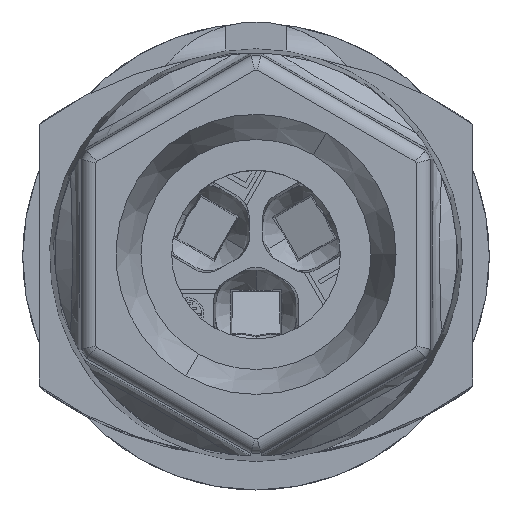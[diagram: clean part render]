
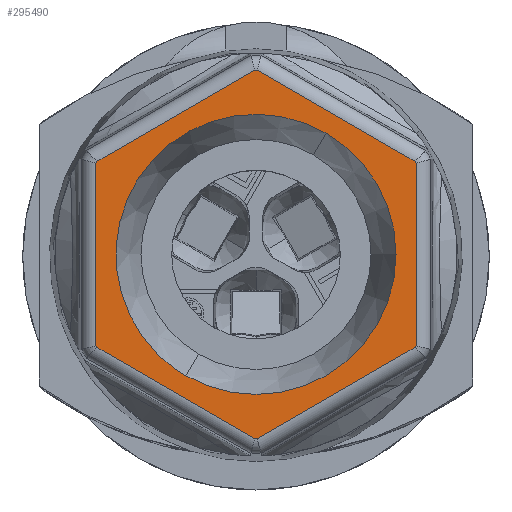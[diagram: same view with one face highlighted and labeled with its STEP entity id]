
A CAD part, top view. The second image highlights one B-rep face of the part: STEP entity #295490.
In plain terms, the highlighted face is planar.
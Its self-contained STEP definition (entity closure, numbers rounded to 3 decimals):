
#285860=CARTESIAN_POINT('',(-67.072,-28.192,
-160.065));
#285870=VERTEX_POINT('',#285860);
#285900=CARTESIAN_POINT('',(-67.072,-28.255,
-148.816));
#285910=DIRECTION('',(1.,0.,0.));
#285920=DIRECTION('',(0.,0.5,
-0.866));
#285930=AXIS2_PLACEMENT_3D('',#285900,#285910,#285920);
#285940=CIRCLE('',#285930,11.25);
#285950=CARTESIAN_POINT('',(-67.072,-28.318,
-160.065));
#285960=VERTEX_POINT('',#285950);
#285970=EDGE_CURVE('',#285960,#285870,#285940,.T.);
#287340=CARTESIAN_POINT('',(-67.072,-37.965,
-154.495));
#287350=VERTEX_POINT('',#287340);
#287450=CARTESIAN_POINT('',(-67.072,-38.029,
-154.459));
#287460=DIRECTION('',(0.,-0.866,
0.5));
#287470=VECTOR('',#287460,1.);
#287480=LINE('',#287450,#287470);
#287490=EDGE_CURVE('',#285960,#287350,#287480,.T.);
#288170=CARTESIAN_POINT('',(-67.072,-38.029,
-154.386));
#288180=VERTEX_POINT('',#288170);
#288290=CARTESIAN_POINT('',(-67.072,-28.255,
-148.816));
#288300=DIRECTION('',(1.,0.,0.));
#288310=DIRECTION('',(0.,0.5,
-0.866));
#288320=AXIS2_PLACEMENT_3D('',#288290,#288300,#288310);
#288330=CIRCLE('',#288320,11.25);
#288340=EDGE_CURVE('',#288180,#287350,#288330,.T.);
#288470=CARTESIAN_POINT('',(-67.072,-38.029,
-154.459));
#288480=DIRECTION('',(0.,0.,1.));
#288490=VECTOR('',#288480,1.);
#288500=LINE('',#288470,#288490);
#288510=CARTESIAN_POINT('',(-67.072,-38.029,
-143.246));
#288520=VERTEX_POINT('',#288510);
#288530=EDGE_CURVE('',#288180,#288520,#288500,.T.);
#289250=CARTESIAN_POINT('',(-67.072,-28.255,
-148.816));
#289260=DIRECTION('',(1.,0.,0.));
#289270=DIRECTION('',(0.,0.5,
-0.866));
#289280=AXIS2_PLACEMENT_3D('',#289250,#289260,#289270);
#289290=CIRCLE('',#289280,11.25);
#289300=CARTESIAN_POINT('',(-67.072,-37.965,
-143.136));
#289310=VERTEX_POINT('',#289300);
#289320=EDGE_CURVE('',#289310,#288520,#289290,.T.);
#290120=CARTESIAN_POINT('',(-67.072,-33.142,
-140.351));
#290130=DIRECTION('',(0.,0.866,
0.5));
#290140=VECTOR('',#290130,1.);
#290150=LINE('',#290120,#290140);
#290160=CARTESIAN_POINT('',(-67.072,-28.318,
-137.566));
#290170=VERTEX_POINT('',#290160);
#290180=EDGE_CURVE('',#289310,#290170,#290150,.T.);
#290950=CARTESIAN_POINT('',(-67.072,-28.255,
-148.816));
#290960=DIRECTION('',(1.,0.,0.));
#290970=DIRECTION('',(0.,0.5,
-0.866));
#290980=AXIS2_PLACEMENT_3D('',#290950,#290960,#290970);
#290990=CIRCLE('',#290980,11.25);
#291000=CARTESIAN_POINT('',(-67.072,-28.192,
-137.566));
#291010=VERTEX_POINT('',#291000);
#291020=EDGE_CURVE('',#291010,#290170,#290990,.T.);
#291740=CARTESIAN_POINT('',(-67.072,-18.481,
-143.173));
#291750=DIRECTION('',(0.,-0.866,
0.5));
#291760=VECTOR('',#291750,1.);
#291770=LINE('',#291740,#291760);
#291780=CARTESIAN_POINT('',(-67.072,-18.544,
-143.136));
#291790=VERTEX_POINT('',#291780);
#291800=EDGE_CURVE('',#291790,#291010,#291770,.T.);
#292570=CARTESIAN_POINT('',(-67.072,-28.255,
-148.816));
#292580=DIRECTION('',(1.,0.,0.));
#292590=DIRECTION('',(0.,0.5,
-0.866));
#292600=AXIS2_PLACEMENT_3D('',#292570,#292580,#292590);
#292610=CIRCLE('',#292600,11.25);
#292620=CARTESIAN_POINT('',(-67.072,-18.481,
-143.246));
#292630=VERTEX_POINT('',#292620);
#292640=EDGE_CURVE('',#292630,#291790,#292610,.T.);
#293910=CARTESIAN_POINT('',(-67.072,-18.481,
-154.386));
#293920=VERTEX_POINT('',#293910);
#294020=CARTESIAN_POINT('',(-67.072,-18.481,
-143.173));
#294030=DIRECTION('',(0.,0.,-1.));
#294040=VECTOR('',#294030,1.);
#294050=LINE('',#294020,#294040);
#294060=EDGE_CURVE('',#292630,#293920,#294050,.T.);
#294190=CARTESIAN_POINT('',(-67.072,-28.255,
-148.816));
#294200=DIRECTION('',(1.,0.,0.));
#294210=DIRECTION('',(0.,0.5,
-0.866));
#294220=AXIS2_PLACEMENT_3D('',#294190,#294200,#294210);
#294230=CIRCLE('',#294220,11.25);
#294240=CARTESIAN_POINT('',(-67.072,-18.544,
-154.495));
#294250=VERTEX_POINT('',#294240);
#294260=EDGE_CURVE('',#294250,#293920,#294230,.T.);
#294950=CARTESIAN_POINT('',(-67.072,-23.368,
-157.28));
#294960=DIRECTION('',(0.,-0.866,
-0.5));
#294970=VECTOR('',#294960,1.);
#294980=LINE('',#294950,#294970);
#294990=EDGE_CURVE('',#294250,#285870,#294980,.T.);
#295110=CARTESIAN_POINT('',(-67.072,-36.257,
-143.987));
#295120=DIRECTION('',(-1.,0.,0.));
#295130=DIRECTION('',(0.,0.5,
0.866));
#295140=AXIS2_PLACEMENT_3D('',#295110,#295120,#295130);
#295150=PLANE('',#295140);
#295160=CARTESIAN_POINT('',(-67.072,-28.255,
-148.816));
#295170=DIRECTION('',(-1.,0.,0.));
#295180=DIRECTION('',(0.,-0.5,
0.866));
#295190=AXIS2_PLACEMENT_3D('',#295160,#295170,#295180);
#295200=CIRCLE('',#295190,8.552);
#295210=CARTESIAN_POINT('',(-67.072,-22.208,
-154.863));
#295220=VERTEX_POINT('',#295210);
#295230=CARTESIAN_POINT('',(-67.072,-23.979,
-156.222));
#295240=VERTEX_POINT('',#295230);
#295250=EDGE_CURVE('',#295220,#295240,#295200,.T.);
#295260=ORIENTED_EDGE('',*,*,#295250,.F.);
#295270=CARTESIAN_POINT('',(-67.072,-32.531,
-141.41));
#295280=VERTEX_POINT('',#295270);
#295290=EDGE_CURVE('',#295240,#295280,#295200,.T.);
#295300=ORIENTED_EDGE('',*,*,#295290,.F.);
#295310=EDGE_CURVE('',#295280,#295220,#295200,.T.);
#295320=ORIENTED_EDGE('',*,*,#295310,.F.);
#295330=EDGE_LOOP('',(#295320,#295300,#295260));
#295340=FACE_BOUND('',#295330,.T.);
#295350=ORIENTED_EDGE('',*,*,#294260,.F.);
#295360=ORIENTED_EDGE('',*,*,#294060,.T.);
#295370=ORIENTED_EDGE('',*,*,#292640,.F.);
#295380=ORIENTED_EDGE('',*,*,#291800,.F.);
#295390=ORIENTED_EDGE('',*,*,#291020,.F.);
#295400=ORIENTED_EDGE('',*,*,#290180,.T.);
#295410=ORIENTED_EDGE('',*,*,#289320,.F.);
#295420=ORIENTED_EDGE('',*,*,#288530,.T.);
#295430=ORIENTED_EDGE('',*,*,#288340,.F.);
#295440=ORIENTED_EDGE('',*,*,#287490,.T.);
#295450=ORIENTED_EDGE('',*,*,#285970,.F.);
#295460=ORIENTED_EDGE('',*,*,#294990,.T.);
#295470=EDGE_LOOP('',(#295460,#295450,#295440,#295430,#295420,#295410,
#295400,#295390,#295380,#295370,#295360,#295350));
#295480=FACE_OUTER_BOUND('',#295470,.T.);
#295490=ADVANCED_FACE('',(#295340,#295480),#295150,.T.);
